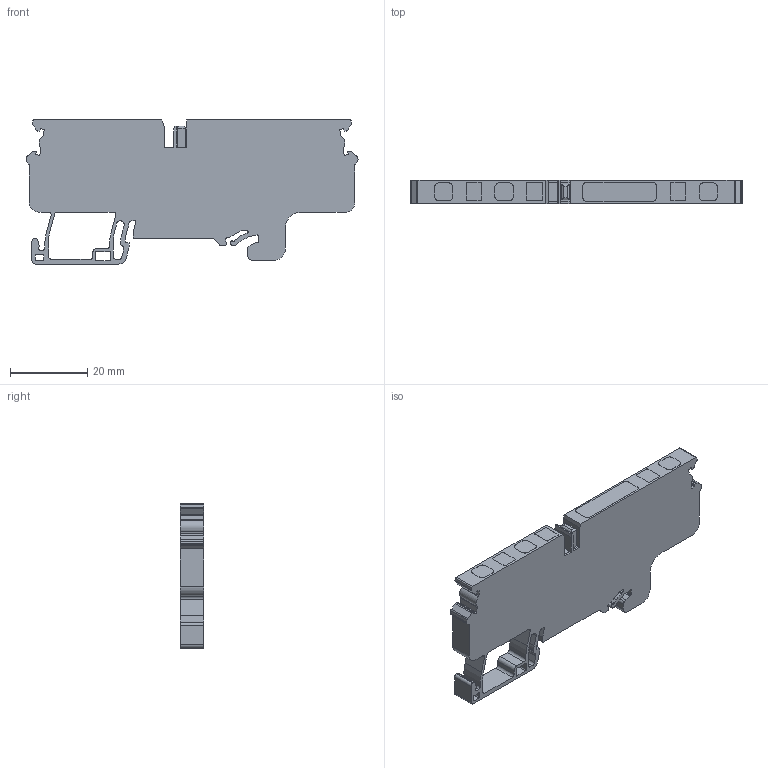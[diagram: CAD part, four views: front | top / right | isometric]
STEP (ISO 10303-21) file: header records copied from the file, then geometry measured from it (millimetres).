
FILE_DESCRIPTION(/* description */ ('Unknown'),/* implementation_level */ '2;1');
FILE_NAME(/* name */ 'CXAF4_3L',/* time_stamp */ '2018-05-11T12:08:09+06:00',/* author */ ('Unknown'),/* organization */ ('Unknown'),/* preprocessor_version */ 'ST-DEVELOPER v16',/* originating_system */ 'DEX',/* authorisation */ $);
FILE_SCHEMA (('AUTOMOTIVE_DESIGN {1 0 10303 214 3 1 1}'));
Length unit declared in the file: millimetre
Products named in the file (1): CXAF4_3L
Bounding box: 86.2 x 6 x 37.4 mm (x, y, z)
Volume: 14142.3 mm3; surface area: 7330 mm2
Topology: 1 solids, 1 shells, 282 faces, 818 edges, 546 vertices
Faces by surface type: plane 153, cylinder 129
Entity records: 11367 total; most frequent: CARTESIAN_POINT 1647, DIRECTION 1638, ORIENTED_EDGE 1636, EDGE_CURVE 818, LINE 564, VECTOR 564, VERTEX_POINT 546, AXIS2_PLACEMENT_3D 537
